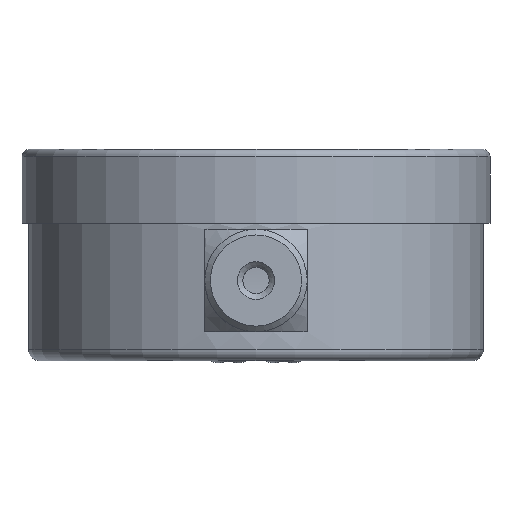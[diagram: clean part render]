
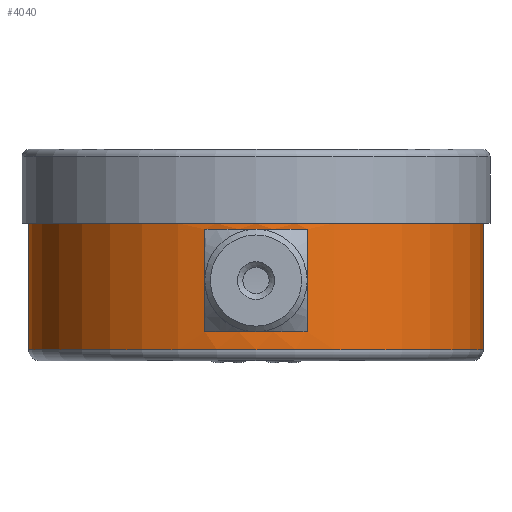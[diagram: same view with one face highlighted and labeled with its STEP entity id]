
A CAD part, front view. The second image highlights one B-rep face of the part: STEP entity #4040.
In plain terms, the highlighted cylindrical face has radius 30.747 mm (diameter 61.493 mm), a full revolution.
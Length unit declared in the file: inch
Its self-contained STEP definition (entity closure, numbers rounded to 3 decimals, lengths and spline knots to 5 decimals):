
#19 = DIRECTION ( 'NONE',  ( 0., 0., 1. ) ) ;
#176 = DIRECTION ( 'NONE',  ( 1., 0., 0. ) ) ;
#231 = AXIS2_PLACEMENT_3D ( 'NONE', #281, #4271, #176 ) ;
#281 = CARTESIAN_POINT ( 'NONE',  ( 0., 0., -1.125 ) ) ;
#549 = DIRECTION ( 'NONE',  ( 0., 0., -1. ) ) ;
#595 = EDGE_LOOP ( 'NONE', ( #8761, #1303, #8067, #10171 ) ) ;
#731 = CYLINDRICAL_SURFACE ( 'NONE', #231, 1.2105 ) ;
#832 = VECTOR ( 'NONE', #3720, 39.37008 ) ;
#853 = CIRCLE ( 'NONE', #4158, 1.2105 ) ;
#951 = DIRECTION ( 'NONE',  ( 1., 0., 0. ) ) ;
#1303 = ORIENTED_EDGE ( 'NONE', *, *, #2734, .F. ) ;
#1321 = AXIS2_PLACEMENT_3D ( 'NONE', #8243, #4734, #10709 ) ;
#1344 = LINE ( 'NONE', #5539, #1940 ) ;
#1377 = CARTESIAN_POINT ( 'NONE',  ( 1.2105, 0., -1.065 ) ) ;
#1878 = CARTESIAN_POINT ( 'NONE',  ( -0.2725, -1.17943, -0.97049 ) ) ;
#1940 = VECTOR ( 'NONE', #8143, 39.37008 ) ;
#2141 = DIRECTION ( 'NONE',  ( 1., 0., 0. ) ) ;
#2228 = EDGE_CURVE ( 'NONE', #10516, #3282, #2568, .T. ) ;
#2231 = AXIS2_PLACEMENT_3D ( 'NONE', #3008, #9647, #2141 ) ;
#2367 = EDGE_CURVE ( 'NONE', #3282, #8409, #4208, .T. ) ;
#2568 = CIRCLE ( 'NONE', #2231, 1.2105 ) ;
#2734 = EDGE_CURVE ( 'NONE', #8409, #4307, #3929, .T. ) ;
#2876 = EDGE_CURVE ( 'NONE', #7295, #7295, #6563, .T. ) ;
#3008 = CARTESIAN_POINT ( 'NONE',  ( 0., 0., -0.42549 ) ) ;
#3096 = ORIENTED_EDGE ( 'NONE', *, *, #2876, .T. ) ;
#3282 = VERTEX_POINT ( 'NONE', #5595 ) ;
#3388 = CARTESIAN_POINT ( 'NONE',  ( -0.2725, -1.17943, -1.125 ) ) ;
#3720 = DIRECTION ( 'NONE',  ( 0., 0., -1. ) ) ;
#3929 = CIRCLE ( 'NONE', #1321, 1.2105 ) ;
#4040 = ADVANCED_FACE ( 'NONE', ( #9136, #6490, #7479 ), #731, .T. ) ;
#4158 = AXIS2_PLACEMENT_3D ( 'NONE', #9646, #549, #6469 ) ;
#4208 = LINE ( 'NONE', #3388, #832 ) ;
#4271 = DIRECTION ( 'NONE',  ( 0., 0., 1. ) ) ;
#4307 = VERTEX_POINT ( 'NONE', #8577 ) ;
#4599 = CARTESIAN_POINT ( 'NONE',  ( 0.2725, -1.17943, -0.42549 ) ) ;
#4734 = DIRECTION ( 'NONE',  ( 0., 0., 1. ) ) ;
#4739 = ORIENTED_EDGE ( 'NONE', *, *, #7348, .T. ) ;
#5539 = CARTESIAN_POINT ( 'NONE',  ( 0.2725, -1.17943, -1.125 ) ) ;
#5595 = CARTESIAN_POINT ( 'NONE',  ( -0.2725, -1.17943, -0.42549 ) ) ;
#5681 = AXIS2_PLACEMENT_3D ( 'NONE', #6603, #19, #951 ) ;
#5682 = CARTESIAN_POINT ( 'NONE',  ( 1.2105, 0., -0.394 ) ) ;
#6469 = DIRECTION ( 'NONE',  ( 1., 0., 0. ) ) ;
#6490 = FACE_OUTER_BOUND ( 'NONE', #8182, .T. ) ;
#6563 = CIRCLE ( 'NONE', #5681, 1.2105 ) ;
#6603 = CARTESIAN_POINT ( 'NONE',  ( 0., 0., -1.065 ) ) ;
#7295 = VERTEX_POINT ( 'NONE', #1377 ) ;
#7348 = EDGE_CURVE ( 'NONE', #9865, #9865, #853, .T. ) ;
#7479 = FACE_OUTER_BOUND ( 'NONE', #10626, .T. ) ;
#8067 = ORIENTED_EDGE ( 'NONE', *, *, #2367, .F. ) ;
#8143 = DIRECTION ( 'NONE',  ( 0., 0., 1. ) ) ;
#8182 = EDGE_LOOP ( 'NONE', ( #3096 ) ) ;
#8243 = CARTESIAN_POINT ( 'NONE',  ( 0., 0., -0.97049 ) ) ;
#8258 = EDGE_CURVE ( 'NONE', #4307, #10516, #1344, .T. ) ;
#8409 = VERTEX_POINT ( 'NONE', #1878 ) ;
#8577 = CARTESIAN_POINT ( 'NONE',  ( 0.2725, -1.17943, -0.97049 ) ) ;
#8761 = ORIENTED_EDGE ( 'NONE', *, *, #8258, .F. ) ;
#9136 = FACE_BOUND ( 'NONE', #595, .T. ) ;
#9646 = CARTESIAN_POINT ( 'NONE',  ( 0., 0., -0.394 ) ) ;
#9647 = DIRECTION ( 'NONE',  ( 0., 0., -1. ) ) ;
#9865 = VERTEX_POINT ( 'NONE', #5682 ) ;
#10171 = ORIENTED_EDGE ( 'NONE', *, *, #2228, .F. ) ;
#10516 = VERTEX_POINT ( 'NONE', #4599 ) ;
#10626 = EDGE_LOOP ( 'NONE', ( #4739 ) ) ;
#10709 = DIRECTION ( 'NONE',  ( -1., 0., 0. ) ) ;
